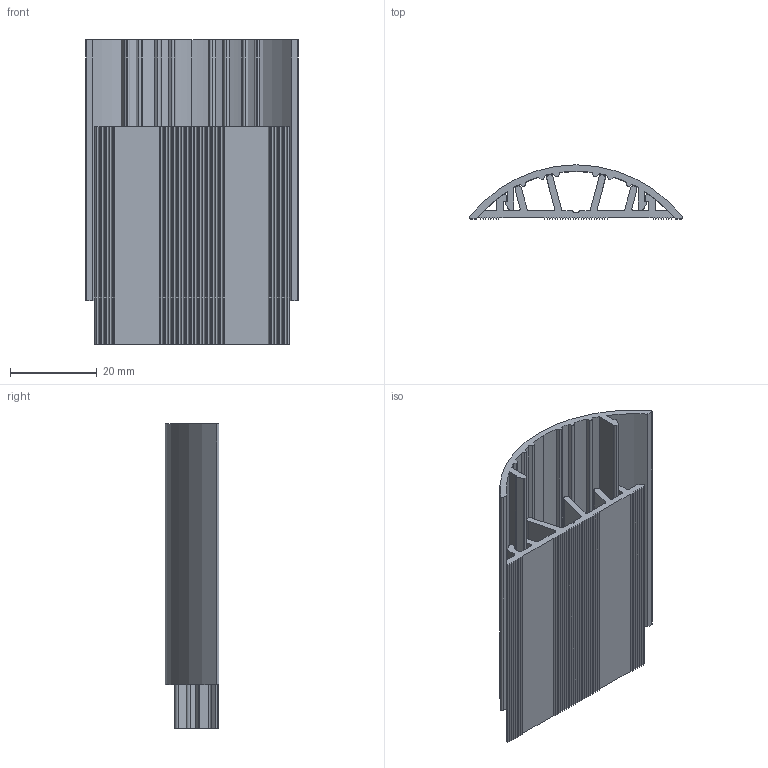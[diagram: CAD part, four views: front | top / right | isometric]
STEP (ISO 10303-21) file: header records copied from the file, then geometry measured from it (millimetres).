
FILE_DESCRIPTION(('CATIA V5 STEP Exchange','CAx-IF Rec.Pracs.--- Model Styling and Organization---1.4--- 2014-01-23'),'2;1');
FILE_NAME('030092.stp','2019-10-23T05:50:47+00:00',('none'),('none'),'CATIA Version 5-6 Release 2017 SP3','CATIA V5 STEP AP214','none');
FILE_SCHEMA(('AUTOMOTIVE_DESIGN { 1 0 10303 214 1 1 1 1 }'));
Length unit declared in the file: millimetre
Products named in the file (3): Product1; D004391_A; D004390_A
Assembly tree (2 placements, depth 2):
  Product1
    D004391_A
    D004390_A
Bounding box: 49 x 12.4 x 70 mm (x, y, z)
Volume: 12336.3 mm3; surface area: 17086.3 mm2
Topology: 2 solids, 2 shells, 205 faces, 603 edges, 402 vertices
Faces by surface type: plane 145, cylinder 60
Entity records: 6643 total; most frequent: ORIENTED_EDGE 1206, CARTESIAN_POINT 1195, DIRECTION 983, EDGE_CURVE 603, VECTOR 483, LINE 483, VERTEX_POINT 402, AXIS2_PLACEMENT_3D 310
